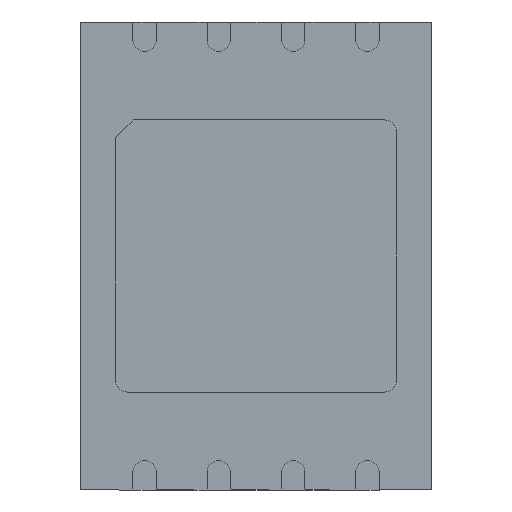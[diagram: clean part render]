
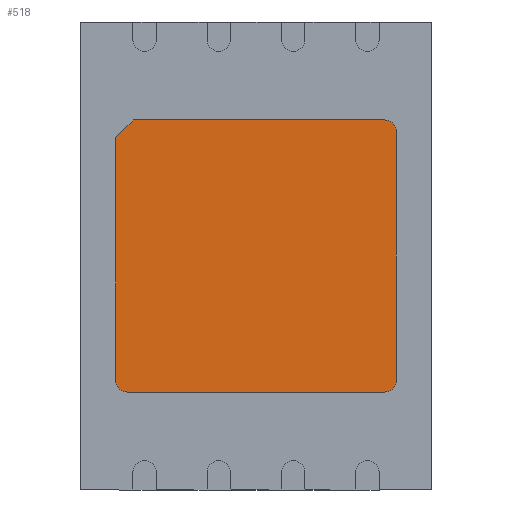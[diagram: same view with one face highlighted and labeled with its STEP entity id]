
A CAD part, front view. The second image highlights one B-rep face of the part: STEP entity #518.
In plain terms, the highlighted planar face has unit normal (0, -1, 0).
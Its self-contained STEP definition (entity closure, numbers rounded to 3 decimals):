
#145 = CIRCLE ( 'NONE', #1341, 0.2 ) ;
#155 = ORIENTED_EDGE ( 'NONE', *, *, #288, .T. ) ;
#171 = VERTEX_POINT ( 'NONE', #2453 ) ;
#182 = ORIENTED_EDGE ( 'NONE', *, *, #2986, .T. ) ;
#202 = DIRECTION ( 'NONE',  ( 0., -1., 0. ) ) ;
#237 = CARTESIAN_POINT ( 'NONE',  ( -2.1, 0., 2.325 ) ) ;
#256 = ORIENTED_EDGE ( 'NONE', *, *, #505, .T. ) ;
#288 = EDGE_CURVE ( 'NONE', #2790, #655, #431, .T. ) ;
#416 = CARTESIAN_POINT ( 'NONE',  ( -2.2, 0., -2.325 ) ) ;
#425 = CARTESIAN_POINT ( 'NONE',  ( 2.2, 0., 2.125 ) ) ;
#431 = CIRCLE ( 'NONE', #1832, 0.2 ) ;
#441 = CIRCLE ( 'NONE', #451, 0.2 ) ;
#451 = AXIS2_PLACEMENT_3D ( 'NONE', #425, #202, #1246 ) ;
#505 = EDGE_CURVE ( 'NONE', #1279, #2557, #1185, .T. ) ;
#507 = DIRECTION ( 'NONE',  ( 0., -1., 0. ) ) ;
#518 = ADVANCED_FACE ( 'NONE', ( #2086 ), #1260, .T. ) ;
#614 = VECTOR ( 'NONE', #1147, 1000. ) ;
#655 = VERTEX_POINT ( 'NONE', #1053 ) ;
#662 = LINE ( 'NONE', #2842, #2665 ) ;
#684 = AXIS2_PLACEMENT_3D ( 'NONE', #3501, #1837, #764 ) ;
#764 = DIRECTION ( 'NONE',  ( 0., 0., -1. ) ) ;
#914 = CARTESIAN_POINT ( 'NONE',  ( -2.4, 0., -2.125 ) ) ;
#966 = CARTESIAN_POINT ( 'NONE',  ( 2.4, 0., -2.125 ) ) ;
#1025 = ORIENTED_EDGE ( 'NONE', *, *, #1589, .T. ) ;
#1053 = CARTESIAN_POINT ( 'NONE',  ( 2.4, 0., -2.125 ) ) ;
#1066 = CARTESIAN_POINT ( 'NONE',  ( -2.4, 0., 2.025 ) ) ;
#1070 = DIRECTION ( 'NONE',  ( 0., 0., -1. ) ) ;
#1147 = DIRECTION ( 'NONE',  ( -1., 0., 0. ) ) ;
#1185 = LINE ( 'NONE', #1866, #3482 ) ;
#1243 = CARTESIAN_POINT ( 'NONE',  ( 2.2, 0., -2.325 ) ) ;
#1246 = DIRECTION ( 'NONE',  ( 0., 0., -1. ) ) ;
#1260 = PLANE ( 'NONE',  #684 ) ;
#1279 = VERTEX_POINT ( 'NONE', #1066 ) ;
#1305 = DIRECTION ( 'NONE',  ( 0., 0., -1. ) ) ;
#1306 = CARTESIAN_POINT ( 'NONE',  ( 2.4, 0., 2.125 ) ) ;
#1341 = AXIS2_PLACEMENT_3D ( 'NONE', #2145, #507, #1070 ) ;
#1382 = DIRECTION ( 'NONE',  ( 0., -1., 0. ) ) ;
#1589 = EDGE_CURVE ( 'NONE', #1797, #171, #441, .T. ) ;
#1643 = CARTESIAN_POINT ( 'NONE',  ( 2.2, 0., -2.125 ) ) ;
#1698 = CARTESIAN_POINT ( 'NONE',  ( 2.2, 0., 2.325 ) ) ;
#1797 = VERTEX_POINT ( 'NONE', #1306 ) ;
#1832 = AXIS2_PLACEMENT_3D ( 'NONE', #1643, #1382, #2278 ) ;
#1837 = DIRECTION ( 'NONE',  ( 0., -1., 0. ) ) ;
#1866 = CARTESIAN_POINT ( 'NONE',  ( -2.4, 0., 2.025 ) ) ;
#1928 = VERTEX_POINT ( 'NONE', #2583 ) ;
#1963 = ORIENTED_EDGE ( 'NONE', *, *, #2514, .T. ) ;
#2018 = VECTOR ( 'NONE', #3415, 1000. ) ;
#2086 = FACE_OUTER_BOUND ( 'NONE', #2576, .T. ) ;
#2112 = EDGE_CURVE ( 'NONE', #655, #1797, #2764, .T. ) ;
#2145 = CARTESIAN_POINT ( 'NONE',  ( -2.2, 0., -2.125 ) ) ;
#2262 = EDGE_CURVE ( 'NONE', #2557, #1928, #145, .T. ) ;
#2271 = ORIENTED_EDGE ( 'NONE', *, *, #2112, .T. ) ;
#2278 = DIRECTION ( 'NONE',  ( 0., 0., -1. ) ) ;
#2323 = DIRECTION ( 'NONE',  ( -0.707, 0., -0.707 ) ) ;
#2453 = CARTESIAN_POINT ( 'NONE',  ( 2.2, 0., 2.325 ) ) ;
#2514 = EDGE_CURVE ( 'NONE', #171, #3083, #3434, .T. ) ;
#2557 = VERTEX_POINT ( 'NONE', #914 ) ;
#2576 = EDGE_LOOP ( 'NONE', ( #1025, #1963, #3336, #256, #3178, #182, #155, #2271 ) ) ;
#2583 = CARTESIAN_POINT ( 'NONE',  ( -2.2, 0., -2.325 ) ) ;
#2658 = VECTOR ( 'NONE', #2877, 1000. ) ;
#2665 = VECTOR ( 'NONE', #2323, 1000. ) ;
#2764 = LINE ( 'NONE', #966, #2018 ) ;
#2790 = VERTEX_POINT ( 'NONE', #1243 ) ;
#2842 = CARTESIAN_POINT ( 'NONE',  ( -2.1, 0., 2.325 ) ) ;
#2877 = DIRECTION ( 'NONE',  ( 1., 0., 0. ) ) ;
#2986 = EDGE_CURVE ( 'NONE', #1928, #2790, #3012, .T. ) ;
#3012 = LINE ( 'NONE', #416, #2658 ) ;
#3083 = VERTEX_POINT ( 'NONE', #237 ) ;
#3178 = ORIENTED_EDGE ( 'NONE', *, *, #2262, .T. ) ;
#3336 = ORIENTED_EDGE ( 'NONE', *, *, #3512, .T. ) ;
#3415 = DIRECTION ( 'NONE',  ( 0., 0., 1. ) ) ;
#3434 = LINE ( 'NONE', #1698, #614 ) ;
#3482 = VECTOR ( 'NONE', #1305, 1000. ) ;
#3501 = CARTESIAN_POINT ( 'NONE',  ( 2.2, 0., 2.125 ) ) ;
#3512 = EDGE_CURVE ( 'NONE', #3083, #1279, #662, .T. ) ;
